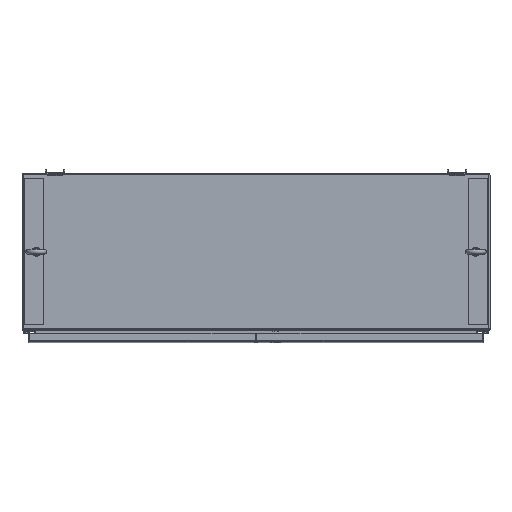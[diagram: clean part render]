
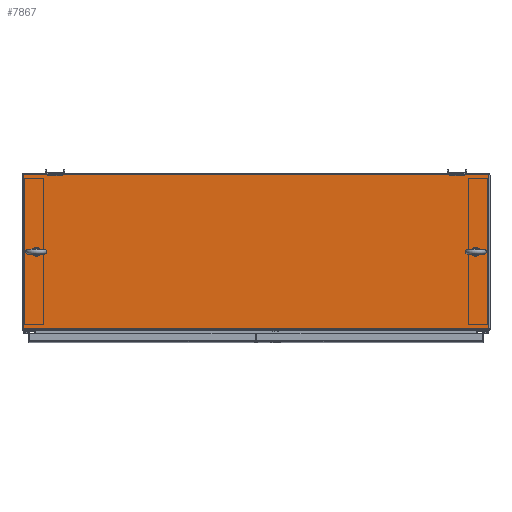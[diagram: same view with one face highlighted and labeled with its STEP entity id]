
A CAD part, top view. The second image highlights one B-rep face of the part: STEP entity #7867.
In plain terms, the highlighted planar face has unit normal (0, 0, 1).
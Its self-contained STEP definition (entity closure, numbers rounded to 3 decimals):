
#7867 = ADVANCED_FACE( '', ( #16256, #16257, #16258 ), #16259, .T. );
#16256 = FACE_BOUND( '', #28346, .T. );
#16257 = FACE_BOUND( '', #28347, .T. );
#16258 = FACE_OUTER_BOUND( '', #28348, .T. );
#16259 = PLANE( '', #28349 );
#28346 = EDGE_LOOP( '', ( #54947 ) );
#28347 = EDGE_LOOP( '', ( #54948 ) );
#28348 = EDGE_LOOP( '', ( #54949, #54950, #54951, #54952 ) );
#28349 = AXIS2_PLACEMENT_3D( '', #54953, #54954, #54955 );
#54947 = ORIENTED_EDGE( '', *, *, #66012, .T. );
#54948 = ORIENTED_EDGE( '', *, *, #68032, .T. );
#54949 = ORIENTED_EDGE( '', *, *, #66568, .T. );
#54950 = ORIENTED_EDGE( '', *, *, #66540, .T. );
#54951 = ORIENTED_EDGE( '', *, *, #65194, .T. );
#54952 = ORIENTED_EDGE( '', *, *, #62178, .T. );
#54953 = CARTESIAN_POINT( '', ( 0., 0., 0. ) );
#54954 = DIRECTION( '', ( 0., 0., 1. ) );
#54955 = DIRECTION( '', ( 1., 0., 0. ) );
#62178 = EDGE_CURVE( '', #72455, #72456, #72457, .T. );
#65194 = EDGE_CURVE( '', #77147, #72455, #77148, .T. );
#66012 = EDGE_CURVE( '', #78304, #78304, #78305, .T. );
#66540 = EDGE_CURVE( '', #79006, #77147, #79007, .T. );
#66568 = EDGE_CURVE( '', #72456, #79006, #79047, .T. );
#68032 = EDGE_CURVE( '', #80807, #80807, #80808, .T. );
#72455 = VERTEX_POINT( '', #90975 );
#72456 = VERTEX_POINT( '', #90976 );
#72457 = LINE( '', #90977, #90978 );
#77147 = VERTEX_POINT( '', #104575 );
#77148 = LINE( '', #104576, #104577 );
#78304 = VERTEX_POINT( '', #107731 );
#78305 = CIRCLE( '', #107732, 7.938 );
#79006 = VERTEX_POINT( '', #109678 );
#79007 = LINE( '', #109679, #109680 );
#79047 = LINE( '', #109796, #109797 );
#80807 = VERTEX_POINT( '', #115553 );
#80808 = CIRCLE( '', #115554, 7.938 );
#90975 = CARTESIAN_POINT( '', ( 606.933, 201.867, 0. ) );
#90976 = CARTESIAN_POINT( '', ( -606.933, 201.867, 0. ) );
#90977 = CARTESIAN_POINT( '', ( 606.933, 201.867, 0. ) );
#90978 = VECTOR( '', #118342, 1000. );
#104575 = CARTESIAN_POINT( '', ( 606.933, -198.387, 0. ) );
#104576 = CARTESIAN_POINT( '', ( 606.933, -201.867, 0. ) );
#104577 = VECTOR( '', #119995, 1000. );
#107731 = CARTESIAN_POINT( '', ( 580.2, 1.333, 0. ) );
#107732 = AXIS2_PLACEMENT_3D( '', #120468, #120469, #120470 );
#109678 = CARTESIAN_POINT( '', ( -606.933, -198.387, 0. ) );
#109679 = CARTESIAN_POINT( '', ( -606.933, -198.387, 0. ) );
#109680 = VECTOR( '', #120749, 1000. );
#109796 = CARTESIAN_POINT( '', ( -606.933, 201.867, 0. ) );
#109797 = VECTOR( '', #120772, 1000. );
#115553 = CARTESIAN_POINT( '', ( -564.325, 1.333, 0. ) );
#115554 = AXIS2_PLACEMENT_3D( '', #121280, #121281, #121282 );
#118342 = DIRECTION( '', ( -1., 0., 0. ) );
#119995 = DIRECTION( '', ( 0., 1., 0. ) );
#120468 = CARTESIAN_POINT( '', ( 572.262, 1.333, 0. ) );
#120469 = DIRECTION( '', ( 0., 0., -1. ) );
#120470 = DIRECTION( '', ( 1., 0., 0. ) );
#120749 = DIRECTION( '', ( 1., 0., 0. ) );
#120772 = DIRECTION( '', ( 0., -1., 0. ) );
#121280 = CARTESIAN_POINT( '', ( -572.262, 1.333, 0. ) );
#121281 = DIRECTION( '', ( 0., 0., -1. ) );
#121282 = DIRECTION( '', ( 1., 0., 0. ) );
